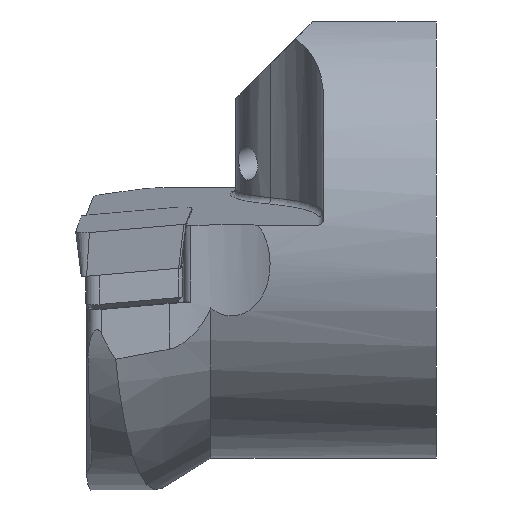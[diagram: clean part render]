
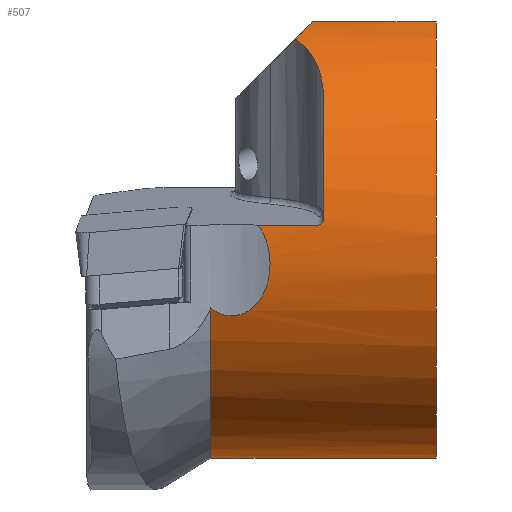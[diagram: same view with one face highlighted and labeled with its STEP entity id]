
A CAD part, front view. The second image highlights one B-rep face of the part: STEP entity #507.
In plain terms, the highlighted cylindrical face has radius 20 mm (diameter 40 mm), a partial arc.
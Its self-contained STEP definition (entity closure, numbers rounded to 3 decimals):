
#34=B_SPLINE_CURVE_WITH_KNOTS('',3,(#2089,#2090,#2091,#2092),
 .UNSPECIFIED.,.F.,.F.,(4,4),(0.,1.),.UNSPECIFIED.);
#35=B_SPLINE_CURVE_WITH_KNOTS('',3,(#2096,#2097,#2098,#2099,#2100,#2101,
#2102,#2103),.UNSPECIFIED.,.F.,.F.,(4,2,2,4),(0.,0.5,0.75,1.),
 .UNSPECIFIED.);
#43=B_SPLINE_CURVE_WITH_KNOTS('',3,(#2188,#2189,#2190,#2191,#2192,#2193,
#2194,#2195,#2196,#2197,#2198,#2199),.UNSPECIFIED.,.F.,.F.,(4,2,2,2,2,4),
(0.,0.25,0.5,0.75,0.875,1.),.UNSPECIFIED.);
#44=B_SPLINE_CURVE_WITH_KNOTS('',3,(#2212,#2213,#2214,#2215,#2216,#2217),
 .UNSPECIFIED.,.F.,.F.,(4,2,4),(0.,0.5,1.),.UNSPECIFIED.);
#45=B_SPLINE_CURVE_WITH_KNOTS('',3,(#2221,#2222,#2223,#2224,#2225,#2226,
#2227,#2228,#2229,#2230,#2231,#2232,#2233,#2234,#2235,#2236),
 .UNSPECIFIED.,.F.,.F.,(4,3,3,3,3,4),(0.,0.22,0.44,
0.657,0.871,1.),.UNSPECIFIED.);
#392=CYLINDRICAL_SURFACE('',#1534,20.);
#412=ELLIPSE('',#1530,28.284,20.);
#413=ELLIPSE('',#1533,28.284,20.);
#441=CIRCLE('',#1507,20.);
#451=CIRCLE('',#1528,20.);
#452=CIRCLE('',#1531,20.);
#453=CIRCLE('',#1532,20.);
#507=ADVANCED_FACE('',(#598),#392,.T.);
#598=FACE_OUTER_BOUND('',#657,.T.);
#657=EDGE_LOOP('',(#905,#906,#907,#908,#909,#910,#911,#912,#913,#914,#915,
#916,#917,#918));
#905=ORIENTED_EDGE('',*,*,#1232,.T.);
#906=ORIENTED_EDGE('',*,*,#1233,.T.);
#907=ORIENTED_EDGE('',*,*,#1234,.T.);
#908=ORIENTED_EDGE('',*,*,#1235,.T.);
#909=ORIENTED_EDGE('',*,*,#1236,.T.);
#910=ORIENTED_EDGE('',*,*,#1237,.T.);
#911=ORIENTED_EDGE('',*,*,#1228,.T.);
#912=ORIENTED_EDGE('',*,*,#1209,.T.);
#913=ORIENTED_EDGE('',*,*,#1202,.T.);
#914=ORIENTED_EDGE('',*,*,#1238,.T.);
#915=ORIENTED_EDGE('',*,*,#1200,.T.);
#916=ORIENTED_EDGE('',*,*,#1239,.T.);
#917=ORIENTED_EDGE('',*,*,#1240,.T.);
#918=ORIENTED_EDGE('',*,*,#1230,.F.);
#1067=VERTEX_POINT('',#2088);
#1068=VERTEX_POINT('',#2093);
#1069=VERTEX_POINT('',#2095);
#1070=VERTEX_POINT('',#2104);
#1075=VERTEX_POINT('',#2137);
#1083=VERTEX_POINT('',#2200);
#1084=VERTEX_POINT('',#2204);
#1085=VERTEX_POINT('',#2205);
#1086=VERTEX_POINT('',#2209);
#1087=VERTEX_POINT('',#2211);
#1088=VERTEX_POINT('',#2218);
#1089=VERTEX_POINT('',#2220);
#1090=VERTEX_POINT('',#2237);
#1091=VERTEX_POINT('',#2241);
#1200=EDGE_CURVE('',#1068,#1067,#34,.T.);
#1202=EDGE_CURVE('',#1070,#1069,#35,.T.);
#1209=EDGE_CURVE('',#1075,#1070,#441,.T.);
#1228=EDGE_CURVE('',#1083,#1075,#43,.T.);
#1230=EDGE_CURVE('',#1084,#1085,#451,.T.);
#1232=EDGE_CURVE('',#1084,#1086,#1343,.T.);
#1233=EDGE_CURVE('',#1086,#1087,#412,.T.);
#1234=EDGE_CURVE('',#1087,#1088,#44,.T.);
#1235=EDGE_CURVE('',#1088,#1089,#452,.T.);
#1236=EDGE_CURVE('',#1089,#1090,#45,.T.);
#1237=EDGE_CURVE('',#1090,#1083,#1344,.T.);
#1238=EDGE_CURVE('',#1069,#1068,#453,.T.);
#1239=EDGE_CURVE('',#1067,#1091,#413,.T.);
#1240=EDGE_CURVE('',#1091,#1085,#1345,.T.);
#1343=LINE('',#2208,#1434);
#1344=LINE('',#2238,#1435);
#1345=LINE('',#2242,#1436);
#1434=VECTOR('',#1812,1.);
#1435=VECTOR('',#1817,1.);
#1436=VECTOR('',#1822,1.);
#1507=AXIS2_PLACEMENT_3D('',#2136,#1760,#1761);
#1528=AXIS2_PLACEMENT_3D('',#2203,#1807,#1808);
#1530=AXIS2_PLACEMENT_3D('',#2210,#1813,#1814);
#1531=AXIS2_PLACEMENT_3D('',#2219,#1815,#1816);
#1532=AXIS2_PLACEMENT_3D('',#2239,#1818,#1819);
#1533=AXIS2_PLACEMENT_3D('',#2240,#1820,#1821);
#1534=AXIS2_PLACEMENT_3D('',#2243,#1823,#1824);
#1760=DIRECTION('',(1.,0.,0.));
#1761=DIRECTION('',(0.,0.,1.));
#1807=DIRECTION('',(1.,0.,0.));
#1808=DIRECTION('',(0.,0.,1.));
#1812=DIRECTION('',(-1.,0.,0.));
#1813=DIRECTION('',(0.707,0.,-0.707));
#1814=DIRECTION('',(-0.707,0.,-0.707));
#1815=DIRECTION('',(1.,0.,0.));
#1816=DIRECTION('',(0.,0.,-1.));
#1817=DIRECTION('',(-1.,0.,0.));
#1818=DIRECTION('',(1.,0.,0.));
#1819=DIRECTION('',(0.,0.,-1.));
#1820=DIRECTION('',(0.707,0.,-0.707));
#1821=DIRECTION('',(-0.707,0.,-0.707));
#1822=DIRECTION('',(1.,0.,0.));
#1823=DIRECTION('',(-1.,0.,0.));
#1824=DIRECTION('',(0.,0.,1.));
#2088=CARTESIAN_POINT('',(20.896,7.362,18.596));
#2089=CARTESIAN_POINT('',(22.,12.516,15.599));
#2090=CARTESIAN_POINT('',(22.,10.914,16.885));
#2091=CARTESIAN_POINT('',(21.706,9.098,17.908));
#2092=CARTESIAN_POINT('',(20.896,7.362,18.596));
#2093=CARTESIAN_POINT('',(22.,12.516,15.599));
#2095=CARTESIAN_POINT('',(22.,16.331,-11.545));
#2096=CARTESIAN_POINT('',(12.,6.763,-18.822));
#2097=CARTESIAN_POINT('',(14.955,6.898,-18.773));
#2098=CARTESIAN_POINT('',(17.775,8.333,-18.328));
#2099=CARTESIAN_POINT('',(20.445,11.306,-16.538));
#2100=CARTESIAN_POINT('',(21.081,12.407,-15.751));
#2101=CARTESIAN_POINT('',(21.857,14.51,-13.837));
#2102=CARTESIAN_POINT('',(22.,15.48,-12.749));
#2103=CARTESIAN_POINT('',(22.,16.331,-11.545));
#2104=CARTESIAN_POINT('',(12.,6.763,-18.822));
#2136=CARTESIAN_POINT('',(12.,0.,0.));
#2137=CARTESIAN_POINT('',(12.,-18.853,-6.676));
#2188=CARTESIAN_POINT('',(16.193,-19.988,0.679));
#2189=CARTESIAN_POINT('',(16.806,-20.016,-0.134));
#2190=CARTESIAN_POINT('',(17.122,-19.992,-1.145));
#2191=CARTESIAN_POINT('',(17.313,-19.777,-3.143));
#2192=CARTESIAN_POINT('',(17.193,-19.585,-4.163));
#2193=CARTESIAN_POINT('',(16.442,-19.104,-5.996));
#2194=CARTESIAN_POINT('',(15.78,-18.804,-6.825));
#2195=CARTESIAN_POINT('',(14.371,-18.591,-7.376));
#2196=CARTESIAN_POINT('',(13.837,-18.57,-7.429));
#2197=CARTESIAN_POINT('',(12.843,-18.645,-7.236));
#2198=CARTESIAN_POINT('',(12.383,-18.738,-7.));
#2199=CARTESIAN_POINT('',(12.,-18.853,-6.676));
#2200=CARTESIAN_POINT('',(16.193,-19.988,0.679));
#2203=CARTESIAN_POINT('',(32.,0.,0.));
#2204=CARTESIAN_POINT('',(32.,-7.093,18.7));
#2205=CARTESIAN_POINT('',(32.,7.093,18.7));
#2208=CARTESIAN_POINT('',(0.,-7.093,18.7));
#2209=CARTESIAN_POINT('',(21.,-7.093,18.7));
#2210=CARTESIAN_POINT('',(2.3,0.,0.));
#2211=CARTESIAN_POINT('',(19.483,-10.235,17.183));
#2212=CARTESIAN_POINT('',(19.483,-10.235,17.183));
#2213=CARTESIAN_POINT('',(20.397,-11.233,16.588));
#2214=CARTESIAN_POINT('',(21.053,-12.35,15.797));
#2215=CARTESIAN_POINT('',(21.853,-14.483,13.868));
#2216=CARTESIAN_POINT('',(22.,-15.469,12.765));
#2217=CARTESIAN_POINT('',(22.,-16.331,11.545));
#2218=CARTESIAN_POINT('',(22.,-16.331,11.545));
#2219=CARTESIAN_POINT('',(22.,0.,0.));
#2220=CARTESIAN_POINT('',(22.,-19.965,1.188));
#2221=CARTESIAN_POINT('',(22.,-19.965,1.188));
#2222=CARTESIAN_POINT('',(22.,-19.968,1.13));
#2223=CARTESIAN_POINT('',(21.99,-19.971,1.072));
#2224=CARTESIAN_POINT('',(21.971,-19.974,1.017));
#2225=CARTESIAN_POINT('',(21.952,-19.977,0.963));
#2226=CARTESIAN_POINT('',(21.923,-19.979,0.911));
#2227=CARTESIAN_POINT('',(21.887,-19.981,0.866));
#2228=CARTESIAN_POINT('',(21.851,-19.983,0.821));
#2229=CARTESIAN_POINT('',(21.807,-19.985,0.782));
#2230=CARTESIAN_POINT('',(21.758,-19.986,0.752));
#2231=CARTESIAN_POINT('',(21.71,-19.987,0.723));
#2232=CARTESIAN_POINT('',(21.657,-19.988,0.702));
#2233=CARTESIAN_POINT('',(21.602,-19.988,0.69));
#2234=CARTESIAN_POINT('',(21.568,-19.988,0.683));
#2235=CARTESIAN_POINT('',(21.534,-19.988,0.679));
#2236=CARTESIAN_POINT('',(21.5,-19.988,0.679));
#2237=CARTESIAN_POINT('',(21.5,-19.988,0.679));
#2238=CARTESIAN_POINT('',(0.,-19.988,0.679));
#2239=CARTESIAN_POINT('',(22.,0.,0.));
#2240=CARTESIAN_POINT('',(2.3,0.,0.));
#2241=CARTESIAN_POINT('',(21.,7.093,18.7));
#2242=CARTESIAN_POINT('',(0.,7.093,18.7));
#2243=CARTESIAN_POINT('',(0.,0.,0.));
